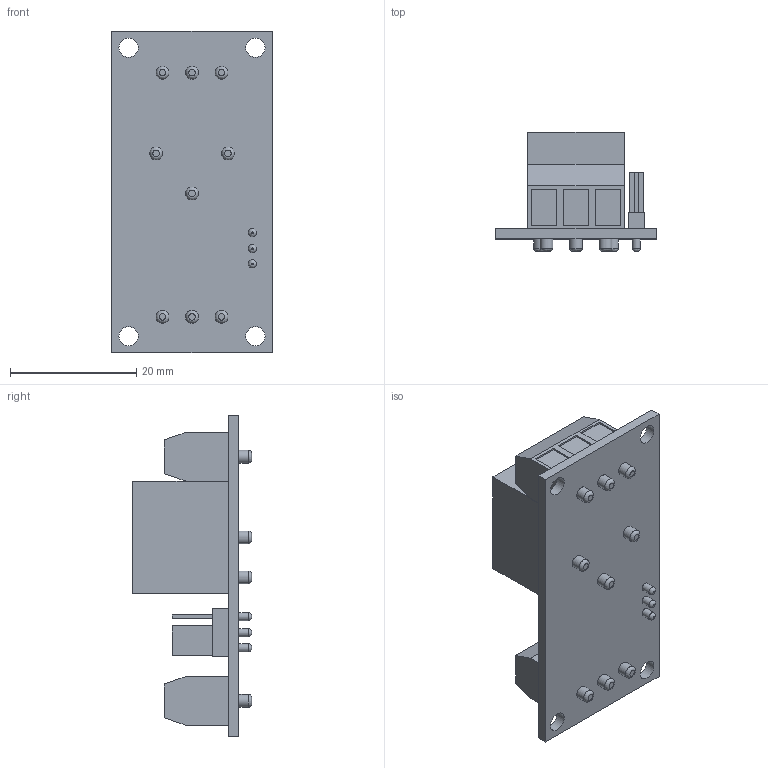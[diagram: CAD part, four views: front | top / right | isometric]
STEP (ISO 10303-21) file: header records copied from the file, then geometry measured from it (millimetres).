
FILE_DESCRIPTION(/* description */ (''),/* implementation_level */ '2;1');
FILE_NAME(/* name */ 'Relay.stp',/* time_stamp */ '2024-02-16T09:35:17-06:00',/* author */ ('18179'),/* organization */ (''),/* preprocessor_version */ 'ST-DEVELOPER v19.2',/* originating_system */ 'Autodesk Inventor 2024',/* authorisation */ '');
FILE_SCHEMA (('AUTOMOTIVE_DESIGN { 1 0 10303 214 3 1 1 }'));
Length unit declared in the file: inch
Products named in the file (1): Relay
Bounding box: 25.4 x 18.87 x 50.8 mm (x, y, z)
Volume: 8539.6 mm3; surface area: 4811.4 mm2
Topology: 1 solids, 1 shells, 123 faces, 274 edges, 182 vertices
Faces by surface type: plane 89, cylinder 22, bspline 12
Full cylindrical faces by diameter (mm): 1.27 x3, 2.032 x9, 3.048 x4, 3.429 x6
Entity records: 3914 total; most frequent: CARTESIAN_POINT 892, DIRECTION 578, ORIENTED_EDGE 548, EDGE_CURVE 274, LINE 194, VECTOR 194, AXIS2_PLACEMENT_3D 192, VERTEX_POINT 182
